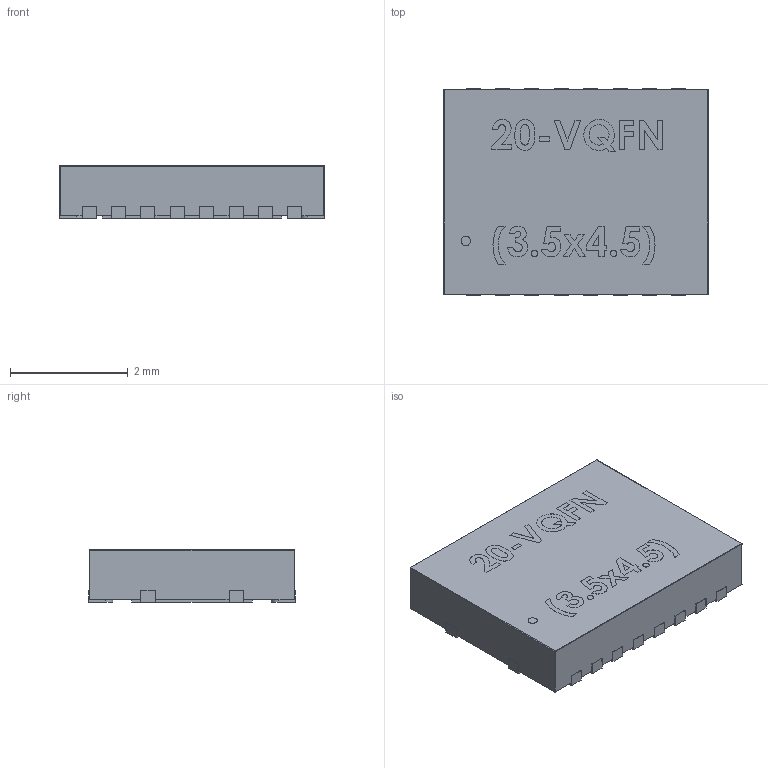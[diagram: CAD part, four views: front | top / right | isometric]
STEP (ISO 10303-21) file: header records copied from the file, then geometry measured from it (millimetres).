
FILE_DESCRIPTION (( 'STEP AP214' ), '1' );
FILE_NAME ('User Library-20-VQFN (3.5x4.5).STEP', '2017-07-15T11:09:06', ( 'Windows User' ), ( '' ), 'SwSTEP 2.0', 'SolidWorks 2017', '' );
FILE_SCHEMA (( 'AUTOMOTIVE_DESIGN' ));
Length unit declared in the file: millimetre
Products named in the file (1): User Library-20-VQFN (3.5x4.5)
Bounding box: 4.52 x 3.52 x 0.9 mm (x, y, z)
Volume: 13.8 mm3; surface area: 46.9 mm2
Topology: 1 solids, 1 shells, 354 faces, 985 edges, 650 vertices
Faces by surface type: plane 226, bspline 74, cylinder 50, sphere 4
Entity records: 18905 total; most frequent: CARTESIAN_POINT 6332, ORIENTED_EDGE 1962, DIRECTION 1495, EDGE_CURVE 981, LINE 733, VECTOR 733, VERTEX_POINT 650, AXIS2_PLACEMENT_3D 381
